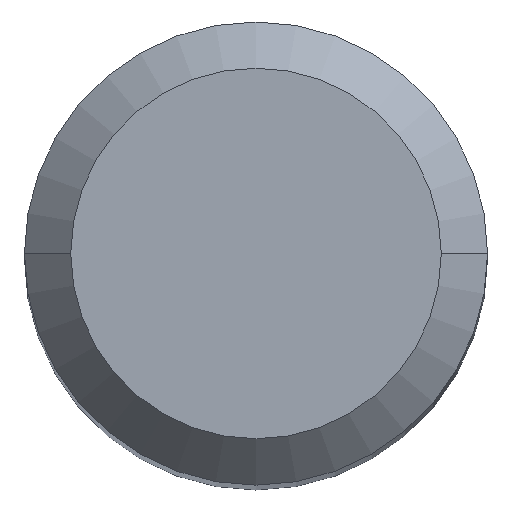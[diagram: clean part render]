
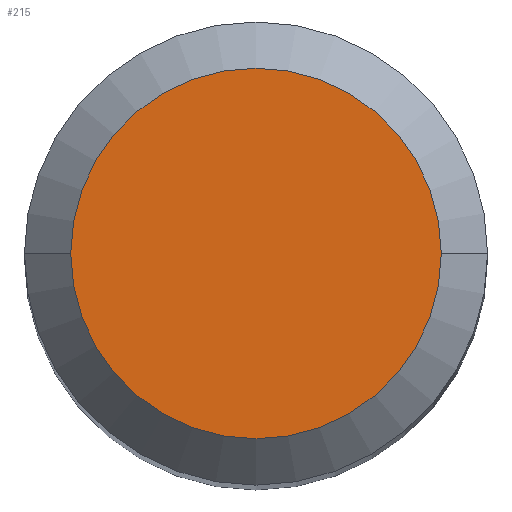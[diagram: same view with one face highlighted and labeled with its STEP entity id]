
A CAD part, top view. The second image highlights one B-rep face of the part: STEP entity #215.
In plain terms, the highlighted planar face has unit normal (0, 0, 1).
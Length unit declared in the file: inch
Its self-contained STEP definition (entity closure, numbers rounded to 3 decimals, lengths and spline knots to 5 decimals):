
#14 = FACE_OUTER_BOUND ( 'NONE', #104, .T. ) ;
#18 = DIRECTION ( 'NONE',  ( 1., 0., 0. ) ) ;
#19 = DIRECTION ( 'NONE',  ( 0., 0., -1. ) ) ;
#27 = ORIENTED_EDGE ( 'NONE', *, *, #99, .T. ) ;
#43 = VERTEX_POINT ( 'NONE', #464 ) ;
#84 = CIRCLE ( 'NONE', #122, 0.09448 ) ;
#98 = PLANE ( 'NONE',  #146 ) ;
#99 = EDGE_CURVE ( 'NONE', #43, #327, #423, .T. ) ;
#104 = EDGE_LOOP ( 'NONE', ( #27, #311 ) ) ;
#122 = AXIS2_PLACEMENT_3D ( 'NONE', #346, #340, #150 ) ;
#146 = AXIS2_PLACEMENT_3D ( 'NONE', #204, #19, #201 ) ;
#150 = DIRECTION ( 'NONE',  ( 1., 0., 0. ) ) ;
#178 = AXIS2_PLACEMENT_3D ( 'NONE', #347, #361, #18 ) ;
#201 = DIRECTION ( 'NONE',  ( -1., 0., 0. ) ) ;
#204 = CARTESIAN_POINT ( 'NONE',  ( 0., 0., 0. ) ) ;
#215 = ADVANCED_FACE ( 'NONE', ( #14 ), #98, .F. ) ;
#265 = CARTESIAN_POINT ( 'NONE',  ( 0.09448, 0., 0. ) ) ;
#311 = ORIENTED_EDGE ( 'NONE', *, *, #488, .T. ) ;
#327 = VERTEX_POINT ( 'NONE', #265 ) ;
#340 = DIRECTION ( 'NONE',  ( 0., 0., 1. ) ) ;
#346 = CARTESIAN_POINT ( 'NONE',  ( 0., 0., 0. ) ) ;
#347 = CARTESIAN_POINT ( 'NONE',  ( 0., 0., 0. ) ) ;
#361 = DIRECTION ( 'NONE',  ( 0., 0., 1. ) ) ;
#423 = CIRCLE ( 'NONE', #178, 0.09448 ) ;
#464 = CARTESIAN_POINT ( 'NONE',  ( -0.09448, 0., 0. ) ) ;
#488 = EDGE_CURVE ( 'NONE', #327, #43, #84, .T. ) ;
